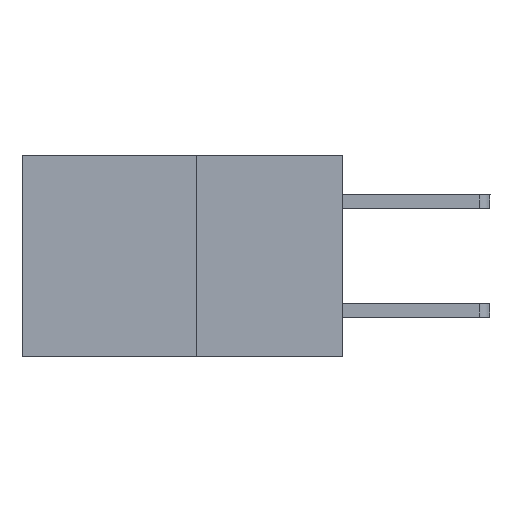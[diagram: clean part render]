
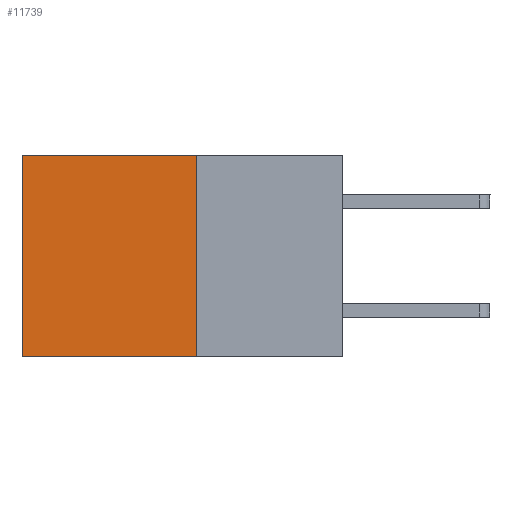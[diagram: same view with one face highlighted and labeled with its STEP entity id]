
A CAD part, left-side view. The second image highlights one B-rep face of the part: STEP entity #11739.
In plain terms, the highlighted planar face has unit normal (-1, 0, 0).
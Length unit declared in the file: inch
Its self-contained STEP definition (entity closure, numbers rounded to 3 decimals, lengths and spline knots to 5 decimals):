
#62 = VERTEX_POINT ( 'NONE', #7165 ) ;
#122 = DIRECTION ( 'NONE',  ( 0., 0., -1. ) ) ;
#330 = VECTOR ( 'NONE', #5300, 39.37008 ) ;
#1032 = LINE ( 'NONE', #6761, #4620 ) ;
#1390 = VECTOR ( 'NONE', #9473, 39.37008 ) ;
#1418 = CARTESIAN_POINT ( 'NONE',  ( 0.277, 0.27, -0.37 ) ) ;
#1696 = LINE ( 'NONE', #12211, #1390 ) ;
#2520 = CARTESIAN_POINT ( 'NONE',  ( 0.277, 0.27, 0. ) ) ;
#2577 = LINE ( 'NONE', #2520, #8734 ) ;
#3120 = EDGE_CURVE ( 'NONE', #62, #11265, #10167, .T. ) ;
#3722 = CARTESIAN_POINT ( 'NONE',  ( 0.277, 0.27, 0. ) ) ;
#4181 = ORIENTED_EDGE ( 'NONE', *, *, #7219, .T. ) ;
#4218 = DIRECTION ( 'NONE',  ( 1., 0., 0. ) ) ;
#4620 = VECTOR ( 'NONE', #122, 39.37008 ) ;
#4675 = AXIS2_PLACEMENT_3D ( 'NONE', #11003, #4218, #9137 ) ;
#5300 = DIRECTION ( 'NONE',  ( 0., 1., 0. ) ) ;
#5513 = DIRECTION ( 'NONE',  ( 0., 1., 0. ) ) ;
#6271 = PLANE ( 'NONE',  #4675 ) ;
#6327 = EDGE_LOOP ( 'NONE', ( #4181, #8405, #10397, #11690 ) ) ;
#6761 = CARTESIAN_POINT ( 'NONE',  ( 0.277, 0.59, -0.37 ) ) ;
#7165 = CARTESIAN_POINT ( 'NONE',  ( 0.277, 0.27, -0.37 ) ) ;
#7219 = EDGE_CURVE ( 'NONE', #7312, #11265, #1032, .T. ) ;
#7312 = VERTEX_POINT ( 'NONE', #11810 ) ;
#8030 = FACE_OUTER_BOUND ( 'NONE', #6327, .T. ) ;
#8405 = ORIENTED_EDGE ( 'NONE', *, *, #3120, .F. ) ;
#8734 = VECTOR ( 'NONE', #5513, 39.37008 ) ;
#9137 = DIRECTION ( 'NONE',  ( 0., 0., -1. ) ) ;
#9473 = DIRECTION ( 'NONE',  ( 0., 0., -1. ) ) ;
#9768 = EDGE_CURVE ( 'NONE', #10972, #62, #1696, .T. ) ;
#9844 = CARTESIAN_POINT ( 'NONE',  ( 0.277, 0.59, -0.37 ) ) ;
#10167 = LINE ( 'NONE', #1418, #330 ) ;
#10397 = ORIENTED_EDGE ( 'NONE', *, *, #9768, .F. ) ;
#10972 = VERTEX_POINT ( 'NONE', #3722 ) ;
#11003 = CARTESIAN_POINT ( 'NONE',  ( 0.277, 0.27, -0.37 ) ) ;
#11051 = EDGE_CURVE ( 'NONE', #10972, #7312, #2577, .T. ) ;
#11265 = VERTEX_POINT ( 'NONE', #9844 ) ;
#11690 = ORIENTED_EDGE ( 'NONE', *, *, #11051, .T. ) ;
#11739 = ADVANCED_FACE ( 'NONE', ( #8030 ), #6271, .F. ) ;
#11810 = CARTESIAN_POINT ( 'NONE',  ( 0.277, 0.59, 0. ) ) ;
#12211 = CARTESIAN_POINT ( 'NONE',  ( 0.277, 0.27, -0.37 ) ) ;
